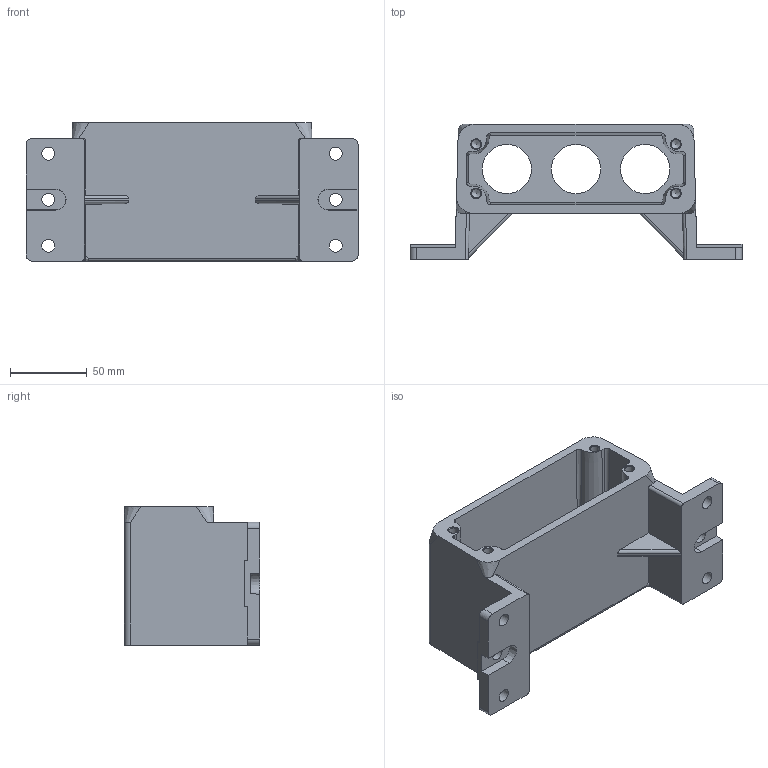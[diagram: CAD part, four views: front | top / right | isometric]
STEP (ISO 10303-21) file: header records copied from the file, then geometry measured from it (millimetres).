
FILE_DESCRIPTION(/* description */ (''),/* implementation_level */ '2;1');
FILE_NAME(/* name */ '100095340ugm000_c.stp',/* time_stamp */ '2022-03-11T13:48:51+01:00',/* author */ (''),/* organization */ (''),/* preprocessor_version */ 'ST-DEVELOPER v16.7',/* originating_system */ 'SIEMENS PLM Software NX 1911',/* authorisation */ '');
FILE_SCHEMA (('AUTOMOTIVE_DESIGN { 1 0 10303 214 3 1 1 1 }'));
Length unit declared in the file: millimetre
Products named in the file (1): 100095340ugm000_c
Bounding box: 216 x 88 x 90 mm (x, y, z)
Volume: 381997.9 mm3; surface area: 106262.9 mm2
Topology: 1 solids, 1 shells, 120 faces, 585 edges, 661 vertices
Faces by surface type: plane 62, cylinder 28, cone 22, bspline 6, torus 2
Full cylindrical faces by diameter (mm): 6 x4, 8.5 x6, 32 x3
Entity records: 7549 total; most frequent: CARTESIAN_POINT 1770, DIRECTION 862, ORIENTED_EDGE 732, LINE 386, VECTOR 386, EDGE_CURVE 366, PRESENTATION_STYLE_ASSIGNMENT 304, VERTEX_POINT 289
